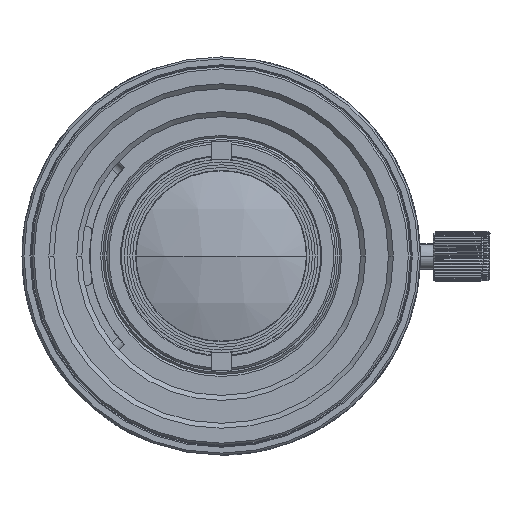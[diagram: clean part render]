
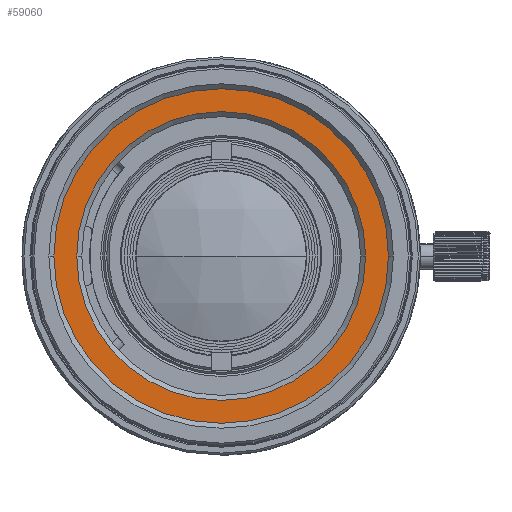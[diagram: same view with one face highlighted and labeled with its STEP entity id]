
A CAD part, left-side view. The second image highlights one B-rep face of the part: STEP entity #59060.
In plain terms, the highlighted planar face has unit normal (-1, 0, 0).
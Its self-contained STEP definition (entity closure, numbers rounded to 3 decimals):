
#5945 = CIRCLE ( 'NONE', #64789, 17.3 ) ;
#10123 = CIRCLE ( 'NONE', #30382, 14.5 ) ;
#10506 = CARTESIAN_POINT ( 'NONE',  ( -72.87, 0., 0. ) ) ;
#13089 = AXIS2_PLACEMENT_3D ( 'NONE', #96271, #44430, #25485 ) ;
#18540 = FACE_OUTER_BOUND ( 'NONE', #61609, .T. ) ;
#25485 = DIRECTION ( 'NONE',  ( 0., 1., 0. ) ) ;
#26774 = DIRECTION ( 'NONE',  ( 0., -1., 0. ) ) ;
#27912 = DIRECTION ( 'NONE',  ( 1., 0., 0. ) ) ;
#28599 = DIRECTION ( 'NONE',  ( 0., 1., 0. ) ) ;
#29118 = VERTEX_POINT ( 'NONE', #108898 ) ;
#30355 = CARTESIAN_POINT ( 'NONE',  ( -72.87, -14.5, 0. ) ) ;
#30370 = VERTEX_POINT ( 'NONE', #61564 ) ;
#30382 = AXIS2_PLACEMENT_3D ( 'NONE', #89626, #46410, #28599 ) ;
#33771 = EDGE_LOOP ( 'NONE', ( #98171, #87256 ) ) ;
#33893 = ORIENTED_EDGE ( 'NONE', *, *, #101709, .F. ) ;
#36001 = CIRCLE ( 'NONE', #107661, 14.5 ) ;
#39274 = DIRECTION ( 'NONE',  ( 0., -1., 0. ) ) ;
#44430 = DIRECTION ( 'NONE',  ( 1., 0., 0. ) ) ;
#46410 = DIRECTION ( 'NONE',  ( -1., 0., 0. ) ) ;
#46488 = CARTESIAN_POINT ( 'NONE',  ( -72.87, 14.5, 0. ) ) ;
#47772 = ORIENTED_EDGE ( 'NONE', *, *, #102133, .F. ) ;
#55367 = DIRECTION ( 'NONE',  ( 0., 1., 0. ) ) ;
#55923 = DIRECTION ( 'NONE',  ( 1., 0., 0. ) ) ;
#59060 = ADVANCED_FACE ( 'NONE', ( #18540, #70950 ), #96852, .F. ) ;
#61105 = CIRCLE ( 'NONE', #107120, 17.3 ) ;
#61564 = CARTESIAN_POINT ( 'NONE',  ( -72.87, -17.3, 0. ) ) ;
#61609 = EDGE_LOOP ( 'NONE', ( #47772, #33893 ) ) ;
#64789 = AXIS2_PLACEMENT_3D ( 'NONE', #10506, #55923, #55367 ) ;
#70950 = FACE_BOUND ( 'NONE', #33771, .T. ) ;
#71036 = EDGE_CURVE ( 'NONE', #112253, #93802, #10123, .T. ) ;
#71211 = CARTESIAN_POINT ( 'NONE',  ( -72.87, 0., 0. ) ) ;
#79714 = CARTESIAN_POINT ( 'NONE',  ( -72.87, 0., 0. ) ) ;
#84422 = EDGE_CURVE ( 'NONE', #93802, #112253, #36001, .T. ) ;
#87256 = ORIENTED_EDGE ( 'NONE', *, *, #71036, .F. ) ;
#89626 = CARTESIAN_POINT ( 'NONE',  ( -72.87, 0., 0. ) ) ;
#91113 = DIRECTION ( 'NONE',  ( -1., 0., 0. ) ) ;
#93802 = VERTEX_POINT ( 'NONE', #30355 ) ;
#96271 = CARTESIAN_POINT ( 'NONE',  ( -72.87, 0., 0. ) ) ;
#96852 = PLANE ( 'NONE',  #13089 ) ;
#98171 = ORIENTED_EDGE ( 'NONE', *, *, #84422, .F. ) ;
#101709 = EDGE_CURVE ( 'NONE', #30370, #29118, #61105, .T. ) ;
#102133 = EDGE_CURVE ( 'NONE', #29118, #30370, #5945, .T. ) ;
#107120 = AXIS2_PLACEMENT_3D ( 'NONE', #79714, #27912, #26774 ) ;
#107661 = AXIS2_PLACEMENT_3D ( 'NONE', #71211, #91113, #39274 ) ;
#108898 = CARTESIAN_POINT ( 'NONE',  ( -72.87, 17.3, 0. ) ) ;
#112253 = VERTEX_POINT ( 'NONE', #46488 ) ;
